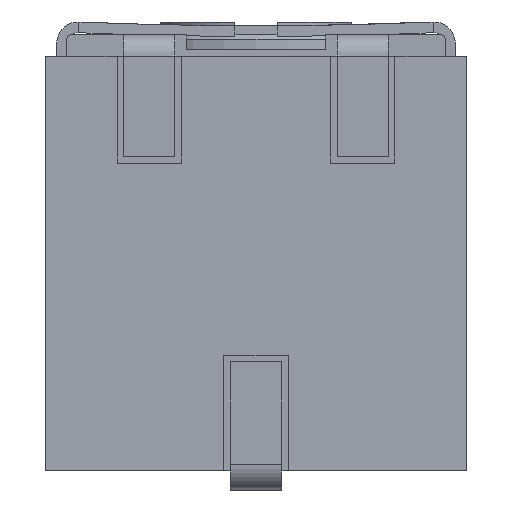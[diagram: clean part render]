
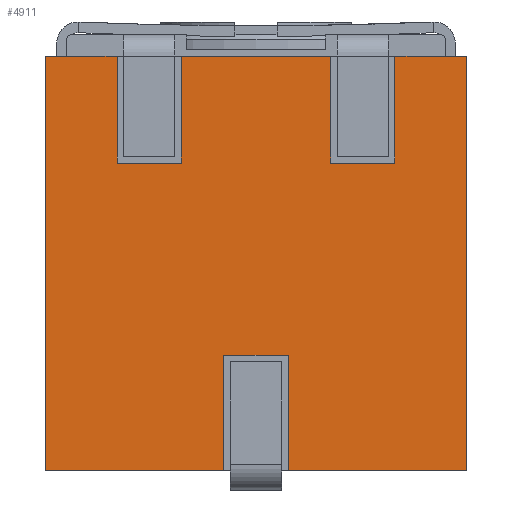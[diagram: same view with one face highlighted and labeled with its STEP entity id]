
A CAD part, front view. The second image highlights one B-rep face of the part: STEP entity #4911.
In plain terms, the highlighted planar face has unit normal (0, -1, 0).
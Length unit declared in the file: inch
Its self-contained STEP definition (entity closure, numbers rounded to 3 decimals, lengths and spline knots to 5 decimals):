
#17=DIRECTION('',(0.,0.,-1.));
#18=VECTOR('',#17,0.194);
#19=CARTESIAN_POINT('',(-0.0985,-0.113,-0.016));
#20=LINE('',#19,#18);
#75=DIRECTION('',(1.,0.,0.));
#76=VECTOR('',#75,0.0835);
#77=CARTESIAN_POINT('',(0.015,-0.113,-0.21));
#78=LINE('',#77,#76);
#79=DIRECTION('',(1.,0.,0.));
#80=VECTOR('',#79,0.0835);
#81=CARTESIAN_POINT('',(-0.0985,-0.113,-0.21));
#82=LINE('',#81,#80);
#107=DIRECTION('',(0.,0.,-1.));
#108=VECTOR('',#107,0.05);
#109=CARTESIAN_POINT('',(0.035,-0.113,-0.016));
#110=LINE('',#109,#108);
#111=DIRECTION('',(1.,0.,0.));
#112=VECTOR('',#111,0.03);
#113=CARTESIAN_POINT('',(0.035,-0.113,-0.066));
#114=LINE('',#113,#112);
#115=DIRECTION('',(0.,0.,-1.));
#116=VECTOR('',#115,0.05);
#117=CARTESIAN_POINT('',(0.065,-0.113,-0.016));
#118=LINE('',#117,#116);
#119=DIRECTION('',(1.,0.,0.));
#120=VECTOR('',#119,0.0335);
#121=CARTESIAN_POINT('',(0.065,-0.113,-0.016));
#122=LINE('',#121,#120);
#123=DIRECTION('',(0.,0.,1.));
#124=VECTOR('',#123,0.054);
#125=CARTESIAN_POINT('',(0.015,-0.113,-0.21));
#126=LINE('',#125,#124);
#127=DIRECTION('',(-1.,0.,0.));
#128=VECTOR('',#127,0.03);
#129=CARTESIAN_POINT('',(0.015,-0.113,-0.156));
#130=LINE('',#129,#128);
#131=DIRECTION('',(0.,0.,1.));
#132=VECTOR('',#131,0.054);
#133=CARTESIAN_POINT('',(-0.015,-0.113,-0.21));
#134=LINE('',#133,#132);
#135=DIRECTION('',(1.,0.,0.));
#136=VECTOR('',#135,0.0335);
#137=CARTESIAN_POINT('',(-0.0985,-0.113,-0.016));
#138=LINE('',#137,#136);
#139=DIRECTION('',(0.,0.,-1.));
#140=VECTOR('',#139,0.05);
#141=CARTESIAN_POINT('',(-0.065,-0.113,-0.016));
#142=LINE('',#141,#140);
#143=DIRECTION('',(1.,0.,0.));
#144=VECTOR('',#143,0.03);
#145=CARTESIAN_POINT('',(-0.065,-0.113,-0.066));
#146=LINE('',#145,#144);
#147=DIRECTION('',(0.,0.,-1.));
#148=VECTOR('',#147,0.05);
#149=CARTESIAN_POINT('',(-0.035,-0.113,-0.016));
#150=LINE('',#149,#148);
#151=DIRECTION('',(1.,0.,0.));
#152=VECTOR('',#151,0.07);
#153=CARTESIAN_POINT('',(-0.035,-0.113,-0.016));
#154=LINE('',#153,#152);
#2491=DIRECTION('',(0.,0.,-1.));
#2492=VECTOR('',#2491,0.194);
#2493=CARTESIAN_POINT('',(0.0985,-0.113,-0.016));
#2494=LINE('',#2493,#2492);
#3646=CARTESIAN_POINT('',(-0.0985,-0.113,-0.016));
#3647=VERTEX_POINT('',#3646);
#3648=CARTESIAN_POINT('',(-0.0985,-0.113,-0.21));
#3649=VERTEX_POINT('',#3648);
#3662=CARTESIAN_POINT('',(0.0985,-0.113,-0.016));
#3663=VERTEX_POINT('',#3662);
#3664=CARTESIAN_POINT('',(0.0985,-0.113,-0.21));
#3665=VERTEX_POINT('',#3664);
#3788=CARTESIAN_POINT('',(0.035,-0.113,-0.016));
#3789=VERTEX_POINT('',#3788);
#3790=CARTESIAN_POINT('',(0.065,-0.113,-0.016));
#3791=VERTEX_POINT('',#3790);
#3792=CARTESIAN_POINT('',(-0.065,-0.113,-0.016));
#3793=VERTEX_POINT('',#3792);
#3794=CARTESIAN_POINT('',(-0.035,-0.113,-0.016));
#3795=VERTEX_POINT('',#3794);
#3796=CARTESIAN_POINT('',(0.035,-0.113,-0.066));
#3797=VERTEX_POINT('',#3796);
#3798=CARTESIAN_POINT('',(0.065,-0.113,-0.066));
#3799=VERTEX_POINT('',#3798);
#3800=CARTESIAN_POINT('',(-0.065,-0.113,-0.066));
#3801=VERTEX_POINT('',#3800);
#3802=CARTESIAN_POINT('',(-0.035,-0.113,-0.066));
#3803=VERTEX_POINT('',#3802);
#3804=CARTESIAN_POINT('',(0.015,-0.113,-0.21));
#3805=CARTESIAN_POINT('',(0.015,-0.113,-0.156));
#3806=VERTEX_POINT('',#3804);
#3807=VERTEX_POINT('',#3805);
#3808=CARTESIAN_POINT('',(-0.015,-0.113,-0.156));
#3809=VERTEX_POINT('',#3808);
#3810=CARTESIAN_POINT('',(-0.015,-0.113,-0.21));
#3811=VERTEX_POINT('',#3810);
#4876=CARTESIAN_POINT('',(-0.0985,-0.113,-0.016));
#4877=DIRECTION('',(0.,-1.,0.));
#4878=DIRECTION('',(0.,0.,-1.));
#4879=AXIS2_PLACEMENT_3D('',#4876,#4877,#4878);
#4880=PLANE('',#4879);
#4882=ORIENTED_EDGE('',*,*,#4881,.T.);
#4884=ORIENTED_EDGE('',*,*,#4883,.T.);
#4886=ORIENTED_EDGE('',*,*,#4885,.F.);
#4888=ORIENTED_EDGE('',*,*,#4887,.T.);
#4890=ORIENTED_EDGE('',*,*,#4889,.T.);
#4891=ORIENTED_EDGE('',*,*,#4824,.F.);
#4893=ORIENTED_EDGE('',*,*,#4892,.T.);
#4895=ORIENTED_EDGE('',*,*,#4894,.T.);
#4896=ORIENTED_EDGE('',*,*,#4867,.F.);
#4897=ORIENTED_EDGE('',*,*,#4830,.F.);
#4898=ORIENTED_EDGE('',*,*,#4745,.F.);
#4900=ORIENTED_EDGE('',*,*,#4899,.T.);
#4902=ORIENTED_EDGE('',*,*,#4901,.T.);
#4904=ORIENTED_EDGE('',*,*,#4903,.T.);
#4906=ORIENTED_EDGE('',*,*,#4905,.F.);
#4908=ORIENTED_EDGE('',*,*,#4907,.T.);
#4909=EDGE_LOOP('',(#4882,#4884,#4886,#4888,#4890,#4891,#4893,#4895,#4896,#4897,
#4898,#4900,#4902,#4904,#4906,#4908));
#4910=FACE_OUTER_BOUND('',#4909,.F.);
#4911=ADVANCED_FACE('',(#4910),#4880,.T.);
#4745=EDGE_CURVE('',#3647,#3649,#20,.T.);
#4824=EDGE_CURVE('',#3806,#3665,#78,.T.);
#4830=EDGE_CURVE('',#3649,#3811,#82,.T.);
#4867=EDGE_CURVE('',#3811,#3809,#134,.T.);
#4881=EDGE_CURVE('',#3789,#3797,#110,.T.);
#4883=EDGE_CURVE('',#3797,#3799,#114,.T.);
#4885=EDGE_CURVE('',#3791,#3799,#118,.T.);
#4887=EDGE_CURVE('',#3791,#3663,#122,.T.);
#4889=EDGE_CURVE('',#3663,#3665,#2494,.T.);
#4892=EDGE_CURVE('',#3806,#3807,#126,.T.);
#4894=EDGE_CURVE('',#3807,#3809,#130,.T.);
#4899=EDGE_CURVE('',#3647,#3793,#138,.T.);
#4901=EDGE_CURVE('',#3793,#3801,#142,.T.);
#4903=EDGE_CURVE('',#3801,#3803,#146,.T.);
#4905=EDGE_CURVE('',#3795,#3803,#150,.T.);
#4907=EDGE_CURVE('',#3795,#3789,#154,.T.);
